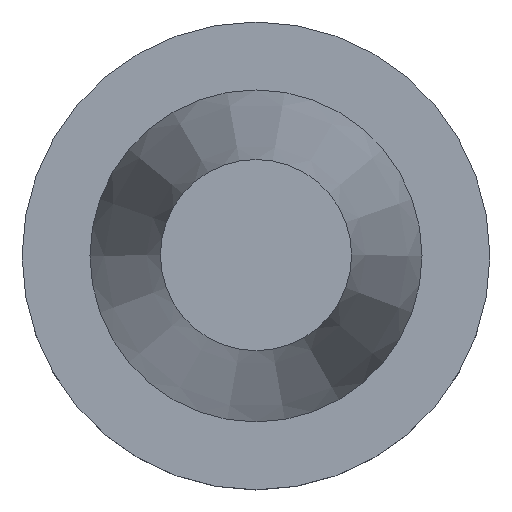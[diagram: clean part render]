
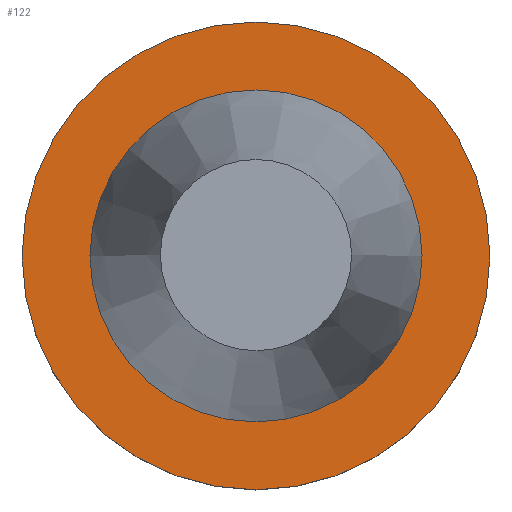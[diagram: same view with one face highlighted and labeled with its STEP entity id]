
A CAD part, top view. The second image highlights one B-rep face of the part: STEP entity #122.
In plain terms, the highlighted planar face has unit normal (0, 0, 1).
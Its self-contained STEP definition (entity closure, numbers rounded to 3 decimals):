
#3 = DIRECTION ( 'NONE',  ( 0., 0., 1. ) ) ;
#4 = CARTESIAN_POINT ( 'NONE',  ( 0., 0., -1.5 ) ) ;
#16 = AXIS2_PLACEMENT_3D ( 'NONE', #30, #150, #100 ) ;
#30 = CARTESIAN_POINT ( 'NONE',  ( 0., 0., -1.5 ) ) ;
#48 = ORIENTED_EDGE ( 'NONE', *, *, #212, .F. ) ;
#52 = ORIENTED_EDGE ( 'NONE', *, *, #123, .T. ) ;
#54 = DIRECTION ( 'NONE',  ( 0., 0., -1. ) ) ;
#100 = DIRECTION ( 'NONE',  ( 1., 0., 0. ) ) ;
#114 = EDGE_LOOP ( 'NONE', ( #52 ) ) ;
#122 = ADVANCED_FACE ( 'NONE', ( #363, #180 ), #277, .F. ) ;
#123 = EDGE_CURVE ( 'NONE', #230, #230, #248, .T. ) ;
#124 = DIRECTION ( 'NONE',  ( 1., 0., 0. ) ) ;
#127 = AXIS2_PLACEMENT_3D ( 'NONE', #4, #3, #124 ) ;
#133 = EDGE_LOOP ( 'NONE', ( #48 ) ) ;
#150 = DIRECTION ( 'NONE',  ( 0., 0., 1. ) ) ;
#180 = FACE_OUTER_BOUND ( 'NONE', #114, .T. ) ;
#182 = CIRCLE ( 'NONE', #16, 34.925 ) ;
#198 = AXIS2_PLACEMENT_3D ( 'NONE', #362, #54, #270 ) ;
#212 = EDGE_CURVE ( 'NONE', #371, #371, #182, .T. ) ;
#230 = VERTEX_POINT ( 'NONE', #318 ) ;
#248 = CIRCLE ( 'NONE', #127, 49.215 ) ;
#249 = CARTESIAN_POINT ( 'NONE',  ( 34.925, 0., -1.5 ) ) ;
#270 = DIRECTION ( 'NONE',  ( -1., 0., 0. ) ) ;
#277 = PLANE ( 'NONE',  #198 ) ;
#318 = CARTESIAN_POINT ( 'NONE',  ( 49.215, 0., -1.5 ) ) ;
#362 = CARTESIAN_POINT ( 'NONE',  ( 0., 49.215, -1.5 ) ) ;
#363 = FACE_BOUND ( 'NONE', #133, .T. ) ;
#371 = VERTEX_POINT ( 'NONE', #249 ) ;
